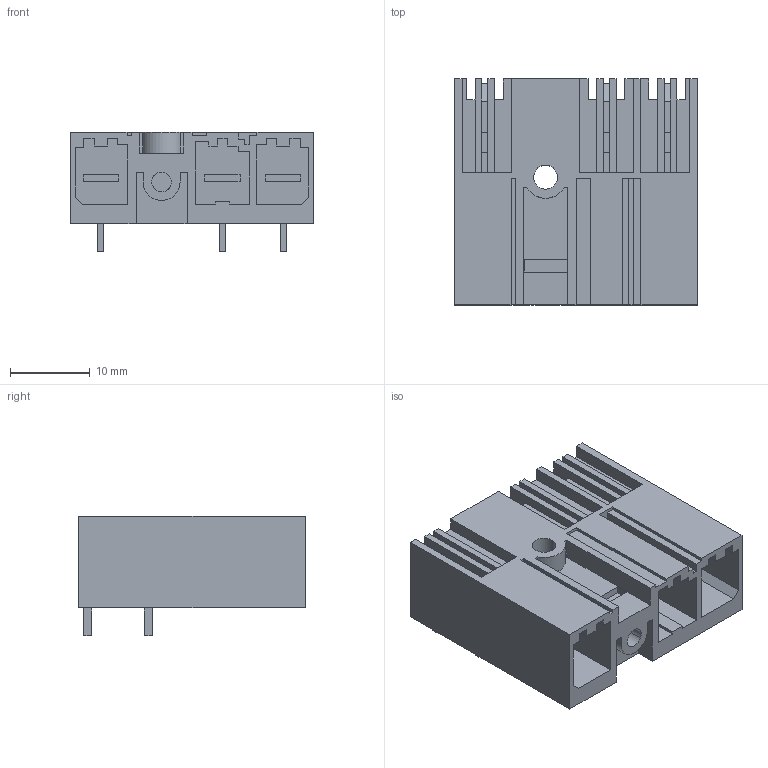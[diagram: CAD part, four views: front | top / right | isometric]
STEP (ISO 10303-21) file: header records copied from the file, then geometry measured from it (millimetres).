
FILE_DESCRIPTION(('CATIA V5 STEP Exchange','CAx-IF Rec.Pracs.--- Model Styling and Organization---1.4--- 2014-01-23'),'2;1');
FILE_NAME ('D1447718_1_1048510000_1048510000.stp','2021-04-30T14:04:55+00:00',('none'),('Weidmueller'),'CATIA Version 5-6 Release 2016 SP3 HF44','CATIA V5 STEP AP214','none');
FILE_SCHEMA(('AUTOMOTIVE_DESIGN { 1 0 10303 214 1 1 1 1 }'));
Length unit declared in the file: millimetre
Products named in the file (1): 1048510000
Bounding box: 30.48 x 28.3 x 14.9 mm (x, y, z)
Volume: 5659.7 mm3; surface area: 7406.8 mm2
Topology: 5 solids, 5 shells, 295 faces, 845 edges, 565 vertices
Faces by surface type: plane 274, cylinder 21
Entity records: 9189 total; most frequent: ORIENTED_EDGE 1690, CARTESIAN_POINT 1665, DIRECTION 1302, EDGE_CURVE 845, VECTOR 799, LINE 799, VERTEX_POINT 565, EDGE_LOOP 312
